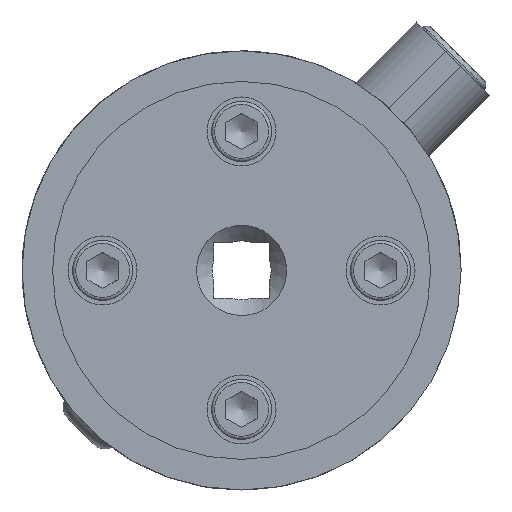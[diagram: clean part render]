
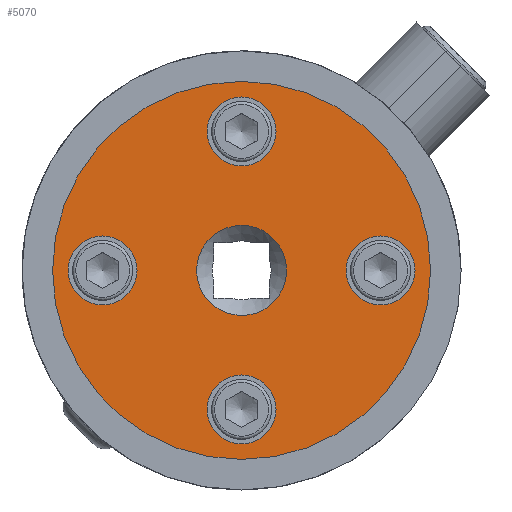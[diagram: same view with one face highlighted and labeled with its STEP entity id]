
A CAD part, front view. The second image highlights one B-rep face of the part: STEP entity #5070.
In plain terms, the highlighted planar face has unit normal (0, -1, 0).
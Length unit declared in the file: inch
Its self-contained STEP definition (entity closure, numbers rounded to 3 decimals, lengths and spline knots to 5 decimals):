
#796=PLANE('',#5498);
#962=FACE_BOUND('',#1589,.T.);
#963=FACE_BOUND('',#1590,.T.);
#964=FACE_BOUND('',#1591,.T.);
#965=FACE_BOUND('',#1592,.T.);
#966=FACE_BOUND('',#1593,.T.);
#1215=FACE_OUTER_BOUND('',#1588,.T.);
#1588=EDGE_LOOP('',(#3667));
#1589=EDGE_LOOP('',(#3668));
#1590=EDGE_LOOP('',(#3669));
#1591=EDGE_LOOP('',(#3670));
#1592=EDGE_LOOP('',(#3671));
#1593=EDGE_LOOP('',(#3672));
#2114=CIRCLE('',#5497,0.2025);
#2115=CIRCLE('',#5499,0.85);
#2116=CIRCLE('',#5500,0.155);
#2117=CIRCLE('',#5501,0.155);
#2118=CIRCLE('',#5502,0.155);
#2119=CIRCLE('',#5503,0.155);
#2450=VERTEX_POINT('',#7892);
#2451=VERTEX_POINT('',#7895);
#2452=VERTEX_POINT('',#7897);
#2453=VERTEX_POINT('',#7899);
#2454=VERTEX_POINT('',#7901);
#2455=VERTEX_POINT('',#7903);
#2957=EDGE_CURVE('',#2450,#2450,#2114,.T.);
#2958=EDGE_CURVE('',#2451,#2451,#2115,.T.);
#2959=EDGE_CURVE('',#2452,#2452,#2116,.T.);
#2960=EDGE_CURVE('',#2453,#2453,#2117,.T.);
#2961=EDGE_CURVE('',#2454,#2454,#2118,.T.);
#2962=EDGE_CURVE('',#2455,#2455,#2119,.T.);
#3667=ORIENTED_EDGE('',*,*,#2958,.F.);
#3668=ORIENTED_EDGE('',*,*,#2959,.T.);
#3669=ORIENTED_EDGE('',*,*,#2960,.T.);
#3670=ORIENTED_EDGE('',*,*,#2961,.T.);
#3671=ORIENTED_EDGE('',*,*,#2962,.T.);
#3672=ORIENTED_EDGE('',*,*,#2957,.F.);
#5070=ADVANCED_FACE('',(#1215,#962,#963,#964,#965,#966),#796,.T.);
#5497=AXIS2_PLACEMENT_3D('',#7893,#6278,#6279);
#5498=AXIS2_PLACEMENT_3D('',#7894,#6280,#6281);
#5499=AXIS2_PLACEMENT_3D('',#7896,#6282,#6283);
#5500=AXIS2_PLACEMENT_3D('',#7898,#6284,#6285);
#5501=AXIS2_PLACEMENT_3D('',#7900,#6286,#6287);
#5502=AXIS2_PLACEMENT_3D('',#7902,#6288,#6289);
#5503=AXIS2_PLACEMENT_3D('',#7904,#6290,#6291);
#6278=DIRECTION('center_axis',(0.,-1.,0.));
#6279=DIRECTION('ref_axis',(0.,0.,
1.));
#6280=DIRECTION('center_axis',(0.,-1.,0.));
#6281=DIRECTION('ref_axis',(-1.,0.,0.));
#6282=DIRECTION('center_axis',(0.,1.,0.));
#6283=DIRECTION('ref_axis',(0.,0.,
-1.));
#6284=DIRECTION('center_axis',(0.,1.,0.));
#6285=DIRECTION('ref_axis',(0.,0.,
-1.));
#6286=DIRECTION('center_axis',(0.,1.,0.));
#6287=DIRECTION('ref_axis',(0.,0.,
-1.));
#6288=DIRECTION('center_axis',(0.,1.,0.));
#6289=DIRECTION('ref_axis',(0.,0.,
-1.));
#6290=DIRECTION('center_axis',(0.,1.,0.));
#6291=DIRECTION('ref_axis',(0.,0.,
-1.));
#7892=CARTESIAN_POINT('',(0.,-0.5,-0.2025));
#7893=CARTESIAN_POINT('Origin',(0.,-0.5,
0.));
#7894=CARTESIAN_POINT('Origin',(0.,-0.5,
0.));
#7895=CARTESIAN_POINT('',(0.,-0.5,0.85));
#7896=CARTESIAN_POINT('Origin',(0.,-0.5,
0.));
#7897=CARTESIAN_POINT('',(-0.625,-0.5,-0.155));
#7898=CARTESIAN_POINT('Origin',(-0.625,-0.5,0.));
#7899=CARTESIAN_POINT('',(0.,-0.5,0.47));
#7900=CARTESIAN_POINT('Origin',(0.,-0.5,
0.625));
#7901=CARTESIAN_POINT('',(0.,-0.5,-0.78));
#7902=CARTESIAN_POINT('Origin',(0.,-0.5,
-0.625));
#7903=CARTESIAN_POINT('',(0.625,-0.5,-0.155));
#7904=CARTESIAN_POINT('Origin',(0.625,-0.5,0.));
